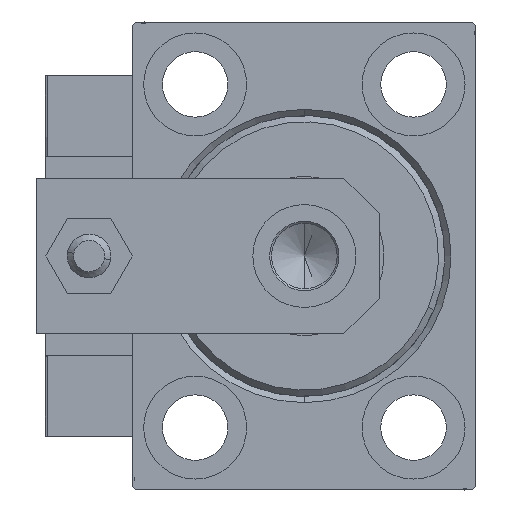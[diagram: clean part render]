
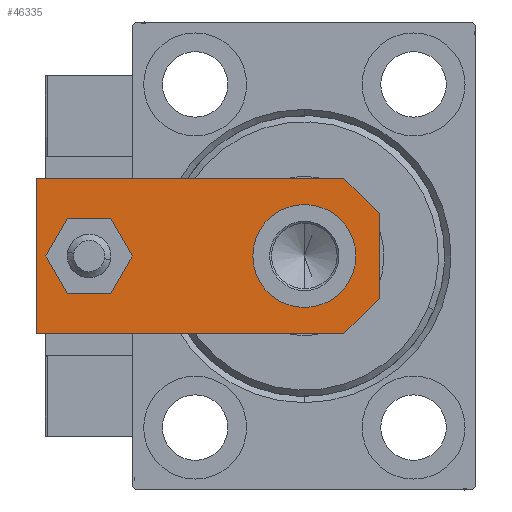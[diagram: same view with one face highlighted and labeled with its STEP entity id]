
A CAD part, left-side view. The second image highlights one B-rep face of the part: STEP entity #46335.
In plain terms, the highlighted face is planar.
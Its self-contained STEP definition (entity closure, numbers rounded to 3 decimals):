
#220 = VECTOR ( 'NONE', #24800, 1000. ) ;
#727 = DIRECTION ( 'NONE',  ( 1., 0., 0. ) ) ;
#1367 = EDGE_CURVE ( 'NONE', #19548, #25525, #26267, .T. ) ;
#2353 = EDGE_CURVE ( 'NONE', #37226, #41676, #50591, .T. ) ;
#2380 = AXIS2_PLACEMENT_3D ( 'NONE', #20097, #44582, #35843 ) ;
#3022 = FACE_BOUND ( 'NONE', #19566, .T. ) ;
#3334 = EDGE_CURVE ( 'NONE', #10517, #32136, #44913, .T. ) ;
#3524 = FACE_OUTER_BOUND ( 'NONE', #41626, .T. ) ;
#4167 = VERTEX_POINT ( 'NONE', #39070 ) ;
#4508 = AXIS2_PLACEMENT_3D ( 'NONE', #22504, #25374, #34373 ) ;
#5670 = EDGE_CURVE ( 'NONE', #48546, #11510, #15051, .T. ) ;
#6256 = AXIS2_PLACEMENT_3D ( 'NONE', #21250, #9649, #36988 ) ;
#6597 = CARTESIAN_POINT ( 'NONE',  ( 4., 46.5, 6. ) ) ;
#6834 = CARTESIAN_POINT ( 'NONE',  ( 12.5, 5.66, 6. ) ) ;
#6931 = EDGE_CURVE ( 'NONE', #25525, #19548, #41765, .T. ) ;
#7381 = FACE_BOUND ( 'NONE', #45869, .T. ) ;
#7472 = CARTESIAN_POINT ( 'NONE',  ( -12.5, 55., 6. ) ) ;
#9649 = DIRECTION ( 'NONE',  ( 0., 0., 1. ) ) ;
#9759 = ORIENTED_EDGE ( 'NONE', *, *, #1367, .F. ) ;
#10052 = CARTESIAN_POINT ( 'NONE',  ( 8.25, 12., 6. ) ) ;
#10517 = VERTEX_POINT ( 'NONE', #6834 ) ;
#11175 = DIRECTION ( 'NONE',  ( 0.707, -0.707, 0. ) ) ;
#11326 = ORIENTED_EDGE ( 'NONE', *, *, #2353, .F. ) ;
#11510 = VERTEX_POINT ( 'NONE', #18943 ) ;
#13812 = DIRECTION ( 'NONE',  ( 1., 0., 0. ) ) ;
#14625 = LINE ( 'NONE', #45317, #15866 ) ;
#14870 = DIRECTION ( 'NONE',  ( 1., 0., 0. ) ) ;
#15051 = LINE ( 'NONE', #46485, #26069 ) ;
#15866 = VECTOR ( 'NONE', #46071, 1000. ) ;
#16174 = CARTESIAN_POINT ( 'NONE',  ( 0., 12., 6. ) ) ;
#16890 = CIRCLE ( 'NONE', #4508, 4. ) ;
#18170 = VECTOR ( 'NONE', #26213, 1000. ) ;
#18489 = ORIENTED_EDGE ( 'NONE', *, *, #19555, .T. ) ;
#18943 = CARTESIAN_POINT ( 'NONE',  ( -6.84, 0., 6. ) ) ;
#19548 = VERTEX_POINT ( 'NONE', #46528 ) ;
#19555 = EDGE_CURVE ( 'NONE', #4167, #10517, #49894, .T. ) ;
#19566 = EDGE_LOOP ( 'NONE', ( #26818, #11326 ) ) ;
#20097 = CARTESIAN_POINT ( 'NONE',  ( 0., 12., 6. ) ) ;
#21051 = VECTOR ( 'NONE', #44662, 1000. ) ;
#21250 = CARTESIAN_POINT ( 'NONE',  ( 0., 46.5, 6. ) ) ;
#22504 = CARTESIAN_POINT ( 'NONE',  ( 0., 46.5, 6. ) ) ;
#23127 = EDGE_CURVE ( 'NONE', #35844, #48546, #37140, .T. ) ;
#24800 = DIRECTION ( 'NONE',  ( 0., -1., 0. ) ) ;
#24942 = LINE ( 'NONE', #25450, #44547 ) ;
#25374 = DIRECTION ( 'NONE',  ( 0., 0., 1. ) ) ;
#25450 = CARTESIAN_POINT ( 'NONE',  ( -12.5, 0., 6. ) ) ;
#25525 = VERTEX_POINT ( 'NONE', #10052 ) ;
#26069 = VECTOR ( 'NONE', #11175, 1000. ) ;
#26213 = DIRECTION ( 'NONE',  ( 0.707, 0.707, 0. ) ) ;
#26267 = CIRCLE ( 'NONE', #2380, 8.25 ) ;
#26818 = ORIENTED_EDGE ( 'NONE', *, *, #28847, .F. ) ;
#27739 = ORIENTED_EDGE ( 'NONE', *, *, #5670, .T. ) ;
#27783 = AXIS2_PLACEMENT_3D ( 'NONE', #16174, #31917, #727 ) ;
#28443 = CARTESIAN_POINT ( 'NONE',  ( 12.5, 55., 6. ) ) ;
#28847 = EDGE_CURVE ( 'NONE', #41676, #37226, #16890, .T. ) ;
#29894 = ORIENTED_EDGE ( 'NONE', *, *, #3334, .T. ) ;
#31006 = ORIENTED_EDGE ( 'NONE', *, *, #23127, .T. ) ;
#31917 = DIRECTION ( 'NONE',  ( 0., 0., 1. ) ) ;
#32136 = VERTEX_POINT ( 'NONE', #28443 ) ;
#32584 = ORIENTED_EDGE ( 'NONE', *, *, #50040, .T. ) ;
#34373 = DIRECTION ( 'NONE',  ( 1., 0., 0. ) ) ;
#34483 = PLANE ( 'NONE',  #34806 ) ;
#34806 = AXIS2_PLACEMENT_3D ( 'NONE', #38832, #50681, #14870 ) ;
#35594 = CARTESIAN_POINT ( 'NONE',  ( -12.5, 5.66, 6. ) ) ;
#35843 = DIRECTION ( 'NONE',  ( 1., 0., 0. ) ) ;
#35844 = VERTEX_POINT ( 'NONE', #7472 ) ;
#36988 = DIRECTION ( 'NONE',  ( 1., 0., 0. ) ) ;
#37140 = LINE ( 'NONE', #48737, #220 ) ;
#37226 = VERTEX_POINT ( 'NONE', #6597 ) ;
#38832 = CARTESIAN_POINT ( 'NONE',  ( 0., 0., 6. ) ) ;
#39070 = CARTESIAN_POINT ( 'NONE',  ( 6.84, 0., 6. ) ) ;
#41626 = EDGE_LOOP ( 'NONE', ( #31006, #27739, #44245, #18489, #29894, #32584 ) ) ;
#41676 = VERTEX_POINT ( 'NONE', #47722 ) ;
#41765 = CIRCLE ( 'NONE', #27783, 8.25 ) ;
#41923 = CARTESIAN_POINT ( 'NONE',  ( 3.42, -3.42, 6. ) ) ;
#42606 = EDGE_CURVE ( 'NONE', #11510, #4167, #24942, .T. ) ;
#44245 = ORIENTED_EDGE ( 'NONE', *, *, #42606, .T. ) ;
#44547 = VECTOR ( 'NONE', #13812, 1000. ) ;
#44582 = DIRECTION ( 'NONE',  ( 0., 0., 1. ) ) ;
#44662 = DIRECTION ( 'NONE',  ( 0., 1., 0. ) ) ;
#44913 = LINE ( 'NONE', #45152, #21051 ) ;
#45152 = CARTESIAN_POINT ( 'NONE',  ( 12.5, 0., 6. ) ) ;
#45317 = CARTESIAN_POINT ( 'NONE',  ( 12.5, 55., 6. ) ) ;
#45869 = EDGE_LOOP ( 'NONE', ( #9759, #50574 ) ) ;
#46071 = DIRECTION ( 'NONE',  ( -1., 0., 0. ) ) ;
#46335 = ADVANCED_FACE ( 'NONE', ( #3022, #3524, #7381 ), #34483, .T. ) ;
#46485 = CARTESIAN_POINT ( 'NONE',  ( -3.42, -3.42, 6. ) ) ;
#46528 = CARTESIAN_POINT ( 'NONE',  ( -8.25, 12., 6. ) ) ;
#47722 = CARTESIAN_POINT ( 'NONE',  ( -4., 46.5, 6. ) ) ;
#48546 = VERTEX_POINT ( 'NONE', #35594 ) ;
#48737 = CARTESIAN_POINT ( 'NONE',  ( -12.5, 55., 6. ) ) ;
#49894 = LINE ( 'NONE', #41923, #18170 ) ;
#50040 = EDGE_CURVE ( 'NONE', #32136, #35844, #14625, .T. ) ;
#50574 = ORIENTED_EDGE ( 'NONE', *, *, #6931, .F. ) ;
#50591 = CIRCLE ( 'NONE', #6256, 4. ) ;
#50681 = DIRECTION ( 'NONE',  ( 0., 0., 1. ) ) ;
